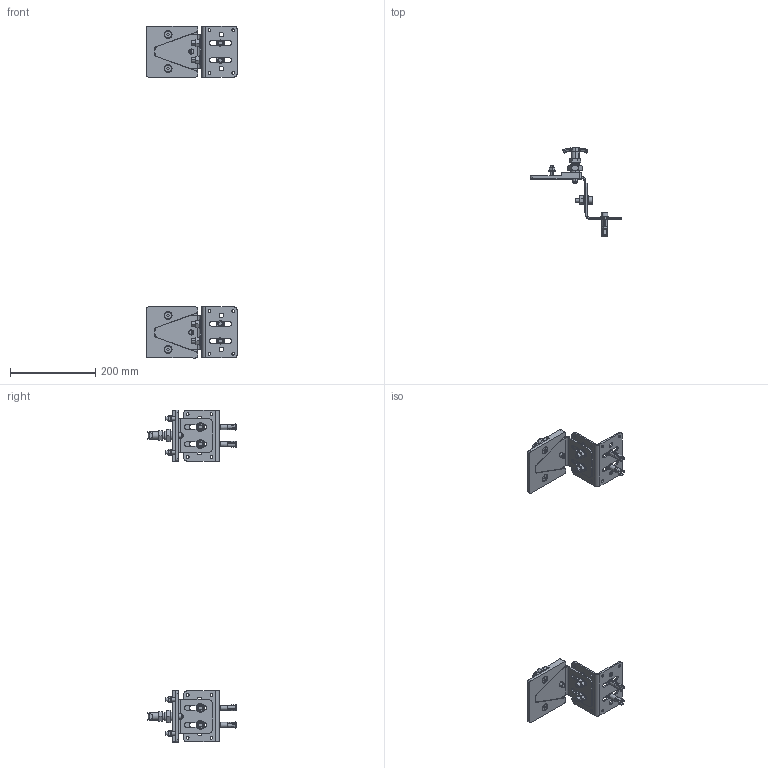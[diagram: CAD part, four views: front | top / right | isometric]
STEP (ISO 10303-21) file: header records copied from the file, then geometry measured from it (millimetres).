
FILE_DESCRIPTION (( 'STEP AP203' ), '1' );
FILE_NAME ('P008516_.step', '2023-10-26T13:03:36', ( '' ), ( '' ), 'SwSTEP 2.0', 'SolidWorks 2019', '' );
FILE_SCHEMA (( 'CONFIG_CONTROL_DESIGN' ));
Length unit declared in the file: millimetre
Products named in the file (12): P004364_DIN7991 M8x30; P000570_DIN 4032 M10; P004548_DIN 912 M10x30; P004369; P000571_DIN 125 M6; P000573_DIN 125 M8; P004446; P008516_; P000503; P008442; P000619_DIN 4032 M8; P008543
Assembly tree (48 placements, depth 2):
  P008516_
    P008442  x2
    P004369  x2
    P000571_DIN 125 M6  x12
    P004548_DIN 912 M10x30  x8
    P000570_DIN 4032 M10  x4
    P004446  x4
    P000503  x2
    P008543  x2
    P000573_DIN 125 M8  x4
    P000619_DIN 4032 M8  x4
    P004364_DIN7991 M8x30  x4
Bounding box: 214 x 206.79 x 780 mm (x, y, z)
Volume: 504905.2 mm3; surface area: 277335.5 mm2
Topology: 46 solids, 52 shells, 1844 faces, 4896 edges, 3182 vertices
Faces by surface type: plane 1208, cylinder 368, cone 184, torus 68, bspline 16
Entity records: 20333 total; most frequent: CARTESIAN_POINT 5203, ORIENTED_EDGE 2929, DIRECTION 2492, EDGE_CURVE 1467, AXIS2_PLACEMENT_3D 956, VERTEX_POINT 953, EDGE_LOOP 619, VECTOR 580
